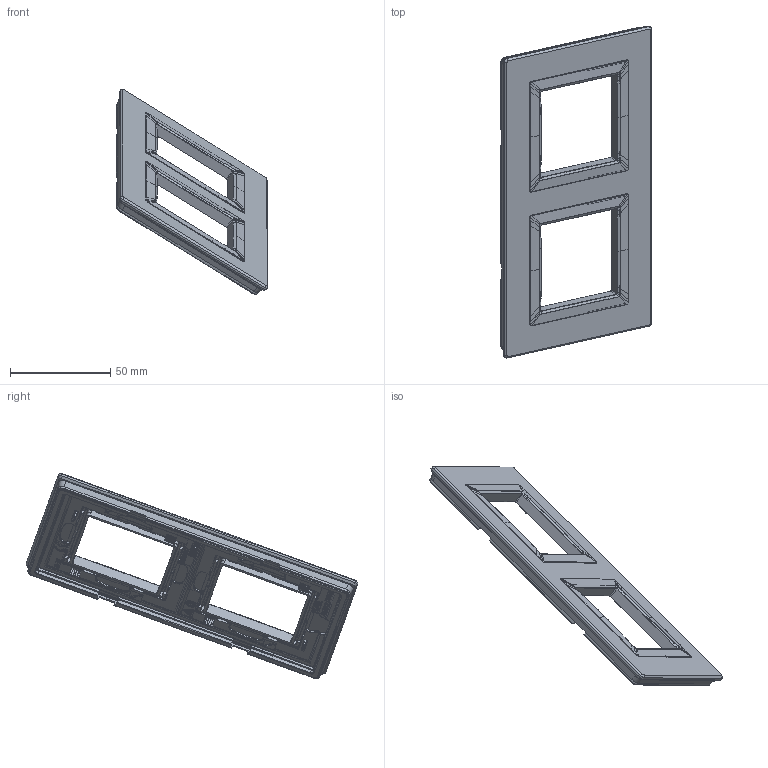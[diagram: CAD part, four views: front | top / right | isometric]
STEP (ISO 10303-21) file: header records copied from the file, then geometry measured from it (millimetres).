
FILE_DESCRIPTION(('CATIA V5 STEP Exchange'),'2;1');
FILE_NAME('44PV24XX.stp','2025-08-28T12:04:17+00:00',('none'),('none'),'CATIA Version 5-6 Release 2016 SP6','CATIA V5 STEP AP203','none');
FILE_SCHEMA(('CONFIG_CONTROL_DESIGN'));
Products named in the file (1): 44PV24XX
Assembly tree (6 placements, depth 2):
  44PV24XX
    #57
    #112825
    #114042
    #117091  x2
    #144994
Bounding box: 75.4 x 165.65 x 102.25 mm (x, y, z)
Volume: 44490.8 mm3; surface area: 67206.1 mm2
Topology: 9 solids, 9 shells, 4400 faces, 11631 edges, 7125 vertices
Faces by surface type: plane 2289, cylinder 955, bspline 860, torus 107, sphere 80, cone 77, extrusion 20, revolution 12
Entity records: 145016 total; most frequent: CARTESIAN_POINT 59959, ORIENTED_EDGE 20362, DIRECTION 12604, EDGE_CURVE 10181, VECTOR 6652, LINE 6632, VERTEX_POINT 6385, EDGE_LOOP 4014
